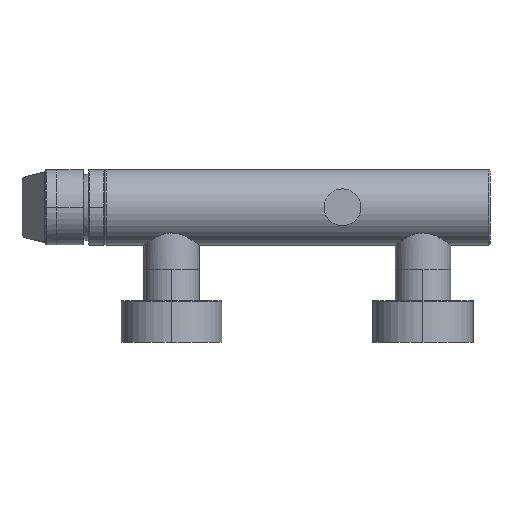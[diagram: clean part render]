
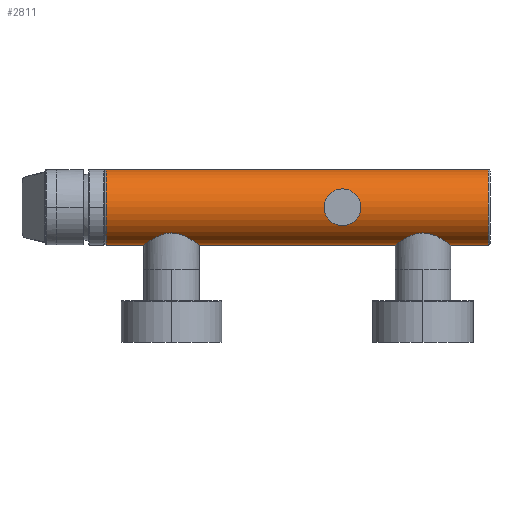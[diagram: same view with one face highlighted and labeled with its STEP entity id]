
A CAD part, front view. The second image highlights one B-rep face of the part: STEP entity #2811.
In plain terms, the highlighted cylindrical face has radius 22.5 mm (diameter 45 mm), a partial arc.
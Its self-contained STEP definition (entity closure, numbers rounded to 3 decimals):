
#81 = CARTESIAN_POINT ( 'NONE',  ( 230., 0., 22.5 ) ) ;
#132 = DIRECTION ( 'NONE',  ( -1., 0., 0. ) ) ;
#292 = CARTESIAN_POINT ( 'NONE',  ( 229., 0., 0. ) ) ;
#347 = CARTESIAN_POINT ( 'NONE',  ( 230., 0., -22.5 ) ) ;
#355 = CARTESIAN_POINT ( 'NONE',  ( 1., 0., 22.5 ) ) ;
#399 = CIRCLE ( 'NONE', #678, 22.5 ) ;
#628 = EDGE_CURVE ( 'NONE', #5643, #5233, #6306, .T. ) ;
#678 = AXIS2_PLACEMENT_3D ( 'NONE', #1012, #4508, #1516 ) ;
#789 = VECTOR ( 'NONE', #6053, 1000. ) ;
#798 = DIRECTION ( 'NONE',  ( 0., 0., -1. ) ) ;
#1012 = CARTESIAN_POINT ( 'NONE',  ( 1., 0., 0. ) ) ;
#1094 = VECTOR ( 'NONE', #2833, 1000. ) ;
#1253 = LINE ( 'NONE', #347, #1094 ) ;
#1516 = DIRECTION ( 'NONE',  ( 0., 0., -1. ) ) ;
#1735 = CARTESIAN_POINT ( 'NONE',  ( 229., 0., 22.5 ) ) ;
#1811 = CYLINDRICAL_SURFACE ( 'NONE', #3820, 22.5 ) ;
#1901 = CARTESIAN_POINT ( 'NONE',  ( 230., 0., 0. ) ) ;
#2074 = CARTESIAN_POINT ( 'NONE',  ( 1., 0., -22.5 ) ) ;
#2120 = LINE ( 'NONE', #81, #789 ) ;
#2761 = ORIENTED_EDGE ( 'NONE', *, *, #3983, .T. ) ;
#2811 = ADVANCED_FACE ( 'NONE', ( #3304 ), #1811, .T. ) ;
#2833 = DIRECTION ( 'NONE',  ( -1., 0., 0. ) ) ;
#2964 = CARTESIAN_POINT ( 'NONE',  ( 229., 0., -22.5 ) ) ;
#3304 = FACE_OUTER_BOUND ( 'NONE', #3471, .T. ) ;
#3471 = EDGE_LOOP ( 'NONE', ( #5178, #4721, #5785, #2761 ) ) ;
#3792 = DIRECTION ( 'NONE',  ( -1., 0., 0. ) ) ;
#3820 = AXIS2_PLACEMENT_3D ( 'NONE', #1901, #132, #5104 ) ;
#3983 = EDGE_CURVE ( 'NONE', #5329, #4398, #399, .T. ) ;
#4398 = VERTEX_POINT ( 'NONE', #2074 ) ;
#4438 = EDGE_CURVE ( 'NONE', #5233, #5329, #2120, .T. ) ;
#4508 = DIRECTION ( 'NONE',  ( 1., 0., 0. ) ) ;
#4721 = ORIENTED_EDGE ( 'NONE', *, *, #628, .T. ) ;
#5104 = DIRECTION ( 'NONE',  ( 0., 0., 1. ) ) ;
#5178 = ORIENTED_EDGE ( 'NONE', *, *, #5845, .F. ) ;
#5233 = VERTEX_POINT ( 'NONE', #1735 ) ;
#5329 = VERTEX_POINT ( 'NONE', #355 ) ;
#5447 = AXIS2_PLACEMENT_3D ( 'NONE', #292, #3792, #798 ) ;
#5643 = VERTEX_POINT ( 'NONE', #2964 ) ;
#5785 = ORIENTED_EDGE ( 'NONE', *, *, #4438, .T. ) ;
#5845 = EDGE_CURVE ( 'NONE', #5643, #4398, #1253, .T. ) ;
#6053 = DIRECTION ( 'NONE',  ( -1., 0., 0. ) ) ;
#6306 = CIRCLE ( 'NONE', #5447, 22.5 ) ;
